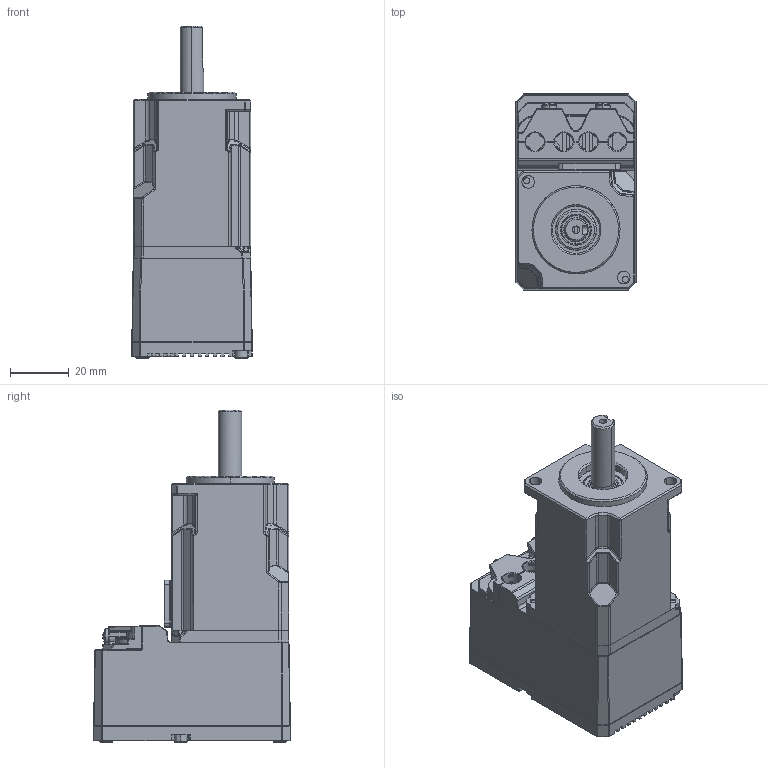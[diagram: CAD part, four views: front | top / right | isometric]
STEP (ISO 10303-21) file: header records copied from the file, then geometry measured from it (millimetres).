
FILE_DESCRIPTION (( 'STEP AP214' ), '1' );
FILE_NAME ('MMS74010BE-OB2PKN_REF 241104.STEP', '2024-11-05T00:45:47', ( '' ), ( '' ), 'SwSTEP 2.0', 'SolidWorks 2022', '' );
FILE_SCHEMA (( 'AUTOMOTIVE_DESIGN' ));
Length unit declared in the file: millimetre
Products named in the file (1): MMS74010BE-OB2PKN_REF 241104
Bounding box: 41 x 67 x 113 mm (x, y, z)
Surface area: 26721 mm2 (no closed solid volume)
Topology: 0 solids, 44 shells, 1085 faces, 3293 edges, 2128 vertices
Faces by surface type: cylinder 368, plane 271, bspline 230, torus 107, sphere 70, cone 39
Entity records: 54051 total; most frequent: CARTESIAN_POINT 17012, ORIENTED_EDGE 5356, DIRECTION 4486, EDGE_CURVE 3208, VERTEX_POINT 2105, AXIS2_PLACEMENT_3D 1832, EDGE_LOOP 1171, B_SPLINE_CURVE_WITH_KNOTS 1145
